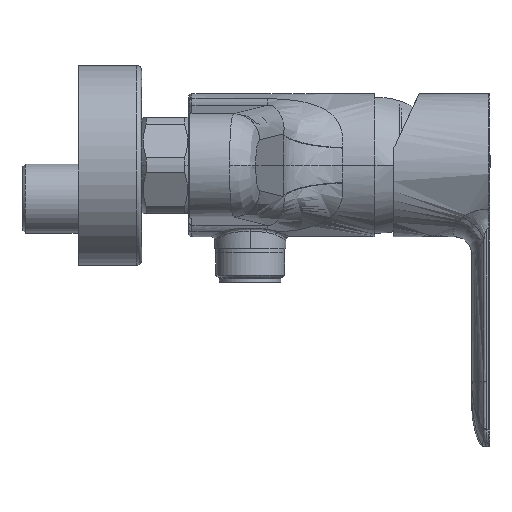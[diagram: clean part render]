
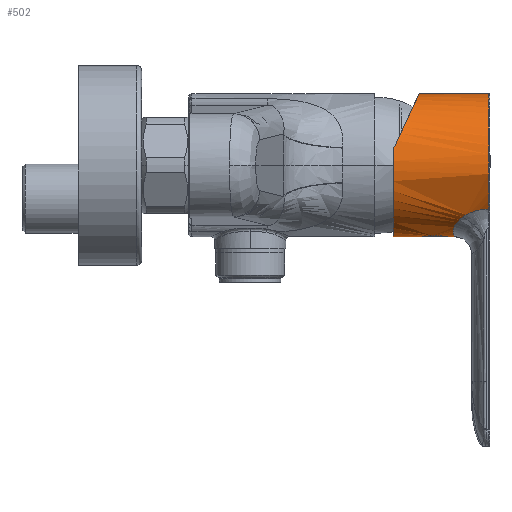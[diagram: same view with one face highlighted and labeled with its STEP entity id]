
A CAD part, left-side view. The second image highlights one B-rep face of the part: STEP entity #502.
In plain terms, the highlighted free-form (B-spline) face has degree [2, 1] with [9, 2] control points.
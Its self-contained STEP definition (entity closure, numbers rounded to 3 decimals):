
#502=ADVANCED_FACE('',(#1034),#7590,.T.);
#1034=FACE_OUTER_BOUND('',#1562,.T.);
#1562=EDGE_LOOP('',(#3603,#3604,#3605,#3606,#3607,#3608,#3609,#3610,#3611));
#3603=ORIENTED_EDGE('',*,*,#5076,.T.);
#3604=ORIENTED_EDGE('',*,*,#5080,.F.);
#3605=ORIENTED_EDGE('',*,*,#5077,.F.);
#3606=ORIENTED_EDGE('',*,*,#4759,.T.);
#3607=ORIENTED_EDGE('',*,*,#5078,.F.);
#3608=ORIENTED_EDGE('',*,*,#5069,.T.);
#3609=ORIENTED_EDGE('',*,*,#4731,.T.);
#3610=ORIENTED_EDGE('',*,*,#5075,.T.);
#3611=ORIENTED_EDGE('',*,*,#5079,.F.);
#4731=EDGE_CURVE('',#7046,#7045,#5694,.T.);
#4759=EDGE_CURVE('',#7069,#7070,#5711,.T.);
#5069=EDGE_CURVE('',#7213,#7046,#6002,.T.);
#5075=EDGE_CURVE('',#7045,#7214,#6479,.T.);
#5076=EDGE_CURVE('',#7217,#7215,#6006,.T.);
#5077=EDGE_CURVE('',#7069,#7216,#6007,.T.);
#5078=EDGE_CURVE('',#7213,#7070,#6008,.T.);
#5079=EDGE_CURVE('',#7217,#7214,#6009,.T.);
#5080=EDGE_CURVE('',#7216,#7215,#6480,.T.);
#5694=B_SPLINE_CURVE_WITH_KNOTS('',3,(#22156,#22157,#22158,#22159,#22160,
#22161,#22162,#22163),.UNSPECIFIED.,.F.,.F.,(4,2,2,4),(-1.,
-0.501,-0.25,0.),.UNSPECIFIED.);
#5711=B_SPLINE_CURVE_WITH_KNOTS('',3,(#22323,#22324,#22325,#22326,#22327,
#22328,#22329,#22330,#22331,#22332),.UNSPECIFIED.,.F.,.F.,(4,2,2,2,4),(0.,
0.25,0.5,0.75,1.),.UNSPECIFIED.);
#6002=B_SPLINE_CURVE_WITH_KNOTS('',3,(#23270,#23271,#23272,#23273,#23274,
#23275,#23276,#23277,#23278,#23279,#23280,#23281,#23282,#23283),
 .UNSPECIFIED.,.F.,.F.,(4,2,2,2,2,2,4),(-1.,-0.938,-0.875,-0.75,-0.5,-0.25,
0.),.UNSPECIFIED.);
#6006=B_SPLINE_CURVE_WITH_KNOTS('',3,(#23320,#23321,#23322,#23323,#23324,
#23325,#23326,#23327,#23328),.UNSPECIFIED.,.F.,.F.,(4,1,1,1,1,1,4),(0.,
0.125,0.25,0.5,0.75,0.875,1.),.UNSPECIFIED.);
#6007=B_SPLINE_CURVE_WITH_KNOTS('',1,(#23329,#23330),.UNSPECIFIED.,.F.,
 .F.,(2,2),(-8.5,0.),.UNSPECIFIED.);
#6008=B_SPLINE_CURVE_WITH_KNOTS('',1,(#23331,#23332),.UNSPECIFIED.,.F.,
 .F.,(2,2),(-2.,0.),.UNSPECIFIED.);
#6009=B_SPLINE_CURVE_WITH_KNOTS('',1,(#23333,#23334),.UNSPECIFIED.,.F.,
 .F.,(2,2),(0.,20.906),.UNSPECIFIED.);
#6479=(
BOUNDED_CURVE()
B_SPLINE_CURVE(2,(#23315,#23316,#23317,#23318,#23319),.UNSPECIFIED.,.F.,
 .F.)
B_SPLINE_CURVE_WITH_KNOTS((3,2,3),(0.,23.981,47.961),
 .UNSPECIFIED.)
CURVE()
GEOMETRIC_REPRESENTATION_ITEM()
RATIONAL_B_SPLINE_CURVE((1.,0.848,1.,0.848,1.))
REPRESENTATION_ITEM('')
);
#6480=(
BOUNDED_CURVE()
B_SPLINE_CURVE(2,(#23335,#23336,#23337,#23338,#23339),.UNSPECIFIED.,.F.,
 .F.)
B_SPLINE_CURVE_WITH_KNOTS((3,2,3),(0.,19.409,38.818),
 .UNSPECIFIED.)
CURVE()
GEOMETRIC_REPRESENTATION_ITEM()
RATIONAL_B_SPLINE_CURVE((1.,0.9,1.,0.9,1.))
REPRESENTATION_ITEM('')
);
#7045=VERTEX_POINT('',#21869);
#7046=VERTEX_POINT('',#21870);
#7069=VERTEX_POINT('',#21893);
#7070=VERTEX_POINT('',#21894);
#7213=VERTEX_POINT('',#22037);
#7214=VERTEX_POINT('',#22038);
#7215=VERTEX_POINT('',#22039);
#7216=VERTEX_POINT('',#22040);
#7217=VERTEX_POINT('',#22041);
#7590=(
BOUNDED_SURFACE()
B_SPLINE_SURFACE(2,1,((#21747,#21748),(#21749,#21750),(#21751,#21752),(#21753,
#21754),(#21755,#21756),(#21757,#21758),(#21759,#21760),(#21761,#21762),
(#21763,#21764)),.UNSPECIFIED.,.T.,.F.,.F.)
B_SPLINE_SURFACE_WITH_KNOTS((3,2,2,2,3),(2,2),(0.,33.772,67.544,
101.316,135.088),(0.,34.56),.UNSPECIFIED.)
GEOMETRIC_REPRESENTATION_ITEM()
RATIONAL_B_SPLINE_SURFACE(((1.,1.),(0.707,0.707),
(1.,1.),(0.707,0.707),(1.,1.),(0.707,
0.707),(1.,1.),(0.707,0.707),(1.,1.)))
REPRESENTATION_ITEM('')
SURFACE()
);
#21747=CARTESIAN_POINT('',(21.5,-38.499,24.834));
#21748=CARTESIAN_POINT('',(21.5,-73.059,24.834));
#21749=CARTESIAN_POINT('',(21.5,-38.499,46.334));
#21750=CARTESIAN_POINT('',(21.5,-73.059,46.334));
#21751=CARTESIAN_POINT('',(0.,-38.499,46.334));
#21752=CARTESIAN_POINT('',(0.,-73.059,46.334));
#21753=CARTESIAN_POINT('',(-21.5,-38.499,46.334));
#21754=CARTESIAN_POINT('',(-21.5,-73.059,46.334));
#21755=CARTESIAN_POINT('',(-21.5,-38.499,24.834));
#21756=CARTESIAN_POINT('',(-21.5,-73.059,24.834));
#21757=CARTESIAN_POINT('',(-21.5,-38.499,3.334));
#21758=CARTESIAN_POINT('',(-21.5,-73.059,3.334));
#21759=CARTESIAN_POINT('',(0.,-38.499,3.334));
#21760=CARTESIAN_POINT('',(0.,-73.059,3.334));
#21761=CARTESIAN_POINT('',(21.5,-38.499,3.334));
#21762=CARTESIAN_POINT('',(21.5,-73.059,3.334));
#21763=CARTESIAN_POINT('',(21.5,-38.499,24.834));
#21764=CARTESIAN_POINT('',(21.5,-73.059,24.834));
#21869=CARTESIAN_POINT('',(-16.985,-70.079,11.653));
#21870=CARTESIAN_POINT('',(-14.799,-62.272,9.238));
#21893=CARTESIAN_POINT('',(0.,-49.979,3.334));
#21894=CARTESIAN_POINT('',(0.,-57.979,3.334));
#22037=CARTESIAN_POINT('',(0.,-59.98,3.334));
#22038=CARTESIAN_POINT('',(0.,-70.079,46.334));
#22039=CARTESIAN_POINT('',(-20.911,-41.479,29.834));
#22040=CARTESIAN_POINT('',(0.,-41.479,3.334));
#22041=CARTESIAN_POINT('',(0.,-49.173,46.334));
#22156=CARTESIAN_POINT('',(-14.799,-62.272,9.238));
#22157=CARTESIAN_POINT('',(-15.586,-63.255,9.984));
#22158=CARTESIAN_POINT('',(-16.144,-64.47,10.624));
#22159=CARTESIAN_POINT('',(-16.681,-66.492,11.267));
#22160=CARTESIAN_POINT('',(-16.805,-67.181,11.423));
#22161=CARTESIAN_POINT('',(-16.96,-68.629,11.62));
#22162=CARTESIAN_POINT('',(-16.999,-69.345,11.67));
#22163=CARTESIAN_POINT('',(-16.985,-70.079,11.653));
#22323=CARTESIAN_POINT('',(0.,-49.979,3.334));
#22324=CARTESIAN_POINT('',(-1.096,-49.979,3.334));
#22325=CARTESIAN_POINT('',(-2.108,-50.431,3.425));
#22326=CARTESIAN_POINT('',(-3.549,-51.871,3.616));
#22327=CARTESIAN_POINT('',(-4.,-52.882,3.709));
#22328=CARTESIAN_POINT('',(-4.,-55.076,3.709));
#22329=CARTESIAN_POINT('',(-3.549,-56.088,3.616));
#22330=CARTESIAN_POINT('',(-2.108,-57.528,3.425));
#22331=CARTESIAN_POINT('',(-1.096,-57.979,3.334));
#22332=CARTESIAN_POINT('',(0.,-57.979,3.334));
#23270=CARTESIAN_POINT('',(0.,-59.98,3.334));
#23271=CARTESIAN_POINT('',(-0.349,-59.977,3.334));
#23272=CARTESIAN_POINT('',(-0.698,-59.987,3.342));
#23273=CARTESIAN_POINT('',(-1.397,-59.978,3.377));
#23274=CARTESIAN_POINT('',(-1.746,-59.964,3.402));
#23275=CARTESIAN_POINT('',(-2.79,-59.9,3.504));
#23276=CARTESIAN_POINT('',(-3.48,-59.829,3.606));
#23277=CARTESIAN_POINT('',(-5.523,-59.597,4.009));
#23278=CARTESIAN_POINT('',(-6.85,-59.42,4.407));
#23279=CARTESIAN_POINT('',(-9.438,-59.401,5.466));
#23280=CARTESIAN_POINT('',(-10.692,-59.574,6.132));
#23281=CARTESIAN_POINT('',(-12.963,-60.504,7.627));
#23282=CARTESIAN_POINT('',(-13.969,-61.26,8.45));
#23283=CARTESIAN_POINT('',(-14.799,-62.272,9.238));
#23315=CARTESIAN_POINT('',(-16.985,-70.079,11.653));
#23316=CARTESIAN_POINT('',(-25.207,-70.079,22.247));
#23317=CARTESIAN_POINT('',(-19.309,-70.079,34.29));
#23318=CARTESIAN_POINT('',(-13.41,-70.079,46.334));
#23319=CARTESIAN_POINT('',(0.,-70.079,46.334));
#23320=CARTESIAN_POINT('',(0.,-49.173,46.334));
#23321=CARTESIAN_POINT('',(-1.483,-49.173,46.334));
#23322=CARTESIAN_POINT('',(-4.186,-49.035,46.038));
#23323=CARTESIAN_POINT('',(-8.892,-48.393,44.66));
#23324=CARTESIAN_POINT('',(-13.753,-47.054,41.79));
#23325=CARTESIAN_POINT('',(-17.509,-45.137,37.677));
#23326=CARTESIAN_POINT('',(-19.767,-43.211,33.548));
#23327=CARTESIAN_POINT('',(-20.596,-42.092,31.148));
#23328=CARTESIAN_POINT('',(-20.911,-41.479,29.834));
#23329=CARTESIAN_POINT('',(0.,-49.979,3.334));
#23330=CARTESIAN_POINT('',(0.,-41.479,3.334));
#23331=CARTESIAN_POINT('',(0.,-59.98,3.334));
#23332=CARTESIAN_POINT('',(0.,-57.979,3.334));
#23333=CARTESIAN_POINT('',(0.,-49.173,46.334));
#23334=CARTESIAN_POINT('',(0.,-70.079,46.334));
#23335=CARTESIAN_POINT('',(0.,-41.479,3.334));
#23336=CARTESIAN_POINT('',(-10.422,-41.479,3.334));
#23337=CARTESIAN_POINT('',(-16.878,-41.479,11.516));
#23338=CARTESIAN_POINT('',(-23.334,-41.479,19.697));
#23339=CARTESIAN_POINT('',(-20.911,-41.479,29.834));
